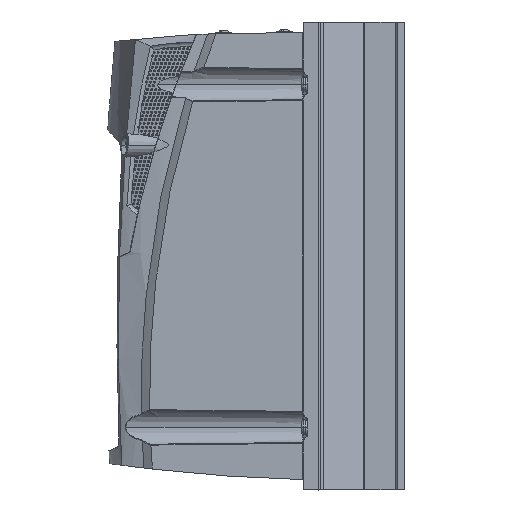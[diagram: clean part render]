
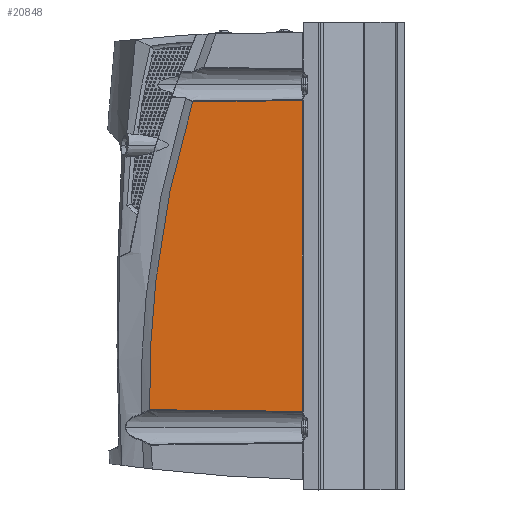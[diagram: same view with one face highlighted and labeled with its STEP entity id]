
A CAD part, left-side view. The second image highlights one B-rep face of the part: STEP entity #20848.
In plain terms, the highlighted planar face has unit normal (-1, 0.017, 0).
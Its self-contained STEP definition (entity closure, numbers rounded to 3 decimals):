
#1557 = CARTESIAN_POINT ( 'NONE',  ( -69.477, 103.607, 76.465 ) ) ;
#4692 = EDGE_CURVE ( 'NONE', #43672, #86927, #23995, .T. ) ;
#5466 = CARTESIAN_POINT ( 'NONE',  ( -69.079, 126.47, -63.291 ) ) ;
#6411 = CARTESIAN_POINT ( 'NONE',  ( -69.172, 121.101, 4.133 ) ) ;
#7173 = VERTEX_POINT ( 'NONE', #32519 ) ;
#7538 = B_SPLINE_CURVE_WITH_KNOTS ( 'NONE', 3,
 ( #63705, #27711, #26759, #64658 ),
 .UNSPECIFIED., .F., .F.,
 ( 4, 4 ),
 ( 0., 0. ),
 .UNSPECIFIED. ) ;
#12606 = CARTESIAN_POINT ( 'NONE',  ( -69.454, 104.913, 76.451 ) ) ;
#12671 = CARTESIAN_POINT ( 'NONE',  ( -69.454, 104.913, 76.451 ) ) ;
#13613 = CARTESIAN_POINT ( 'NONE',  ( -69.332, 111.927, 51.623 ) ) ;
#14278 = CARTESIAN_POINT ( 'NONE',  ( -69.083, 126.248, -76.218 ) ) ;
#15497 = CARTESIAN_POINT ( 'NONE',  ( -70.116, 66.996, 76.881 ) ) ;
#16917 = CARTESIAN_POINT ( 'NONE',  ( -70.212, 61.493, 76.945 ) ) ;
#20837 = CARTESIAN_POINT ( 'NONE',  ( -69.198, 119.606, 13.693 ) ) ;
#20848 = ADVANCED_FACE ( 'NONE', ( #83355 ), #38306, .T. ) ;
#23995 = B_SPLINE_CURVE_WITH_KNOTS ( 'NONE', 3,
 ( #12671, #63112, #13613, #70763, #63593, #20837, #28540, #6411, #27117, #42466, #79402, #57807, #86557, #92333, #77983, #5466, #64067 ),
 .UNSPECIFIED., .F., .F.,
 ( 4, 2, 1, 2, 2, 1, 1, 2, 2, 4 ),
 ( 0., 0.25, 0.375, 0.437, 0.5, 0.625, 0.687, 0.719, 0.75, 1. ),
 .UNSPECIFIED. ) ;
#25416 = VERTEX_POINT ( 'NONE', #30255 ) ;
#25872 = ORIENTED_EDGE ( 'NONE', *, *, #73652, .T. ) ;
#25925 = CARTESIAN_POINT ( 'NONE',  ( -69.5, 102.3, 76.48 ) ) ;
#26381 = ORIENTED_EDGE ( 'NONE', *, *, #4692, .T. ) ;
#26759 = CARTESIAN_POINT ( 'NONE',  ( -69.082, 126.249, -76.207 ) ) ;
#26767 = EDGE_CURVE ( 'NONE', #7173, #25416, #93958, .T. ) ;
#27117 = CARTESIAN_POINT ( 'NONE',  ( -69.149, 122.44, -5.449 ) ) ;
#27711 = CARTESIAN_POINT ( 'NONE',  ( -69.082, 126.25, -76.195 ) ) ;
#28540 = CARTESIAN_POINT ( 'NONE',  ( -69.181, 120.623, 7.324 ) ) ;
#29325 = EDGE_LOOP ( 'NONE', ( #26381, #29394, #94505, #73028, #25872 ) ) ;
#29394 = ORIENTED_EDGE ( 'NONE', *, *, #93101, .T. ) ;
#30255 = CARTESIAN_POINT ( 'NONE',  ( -70.403, 50.488, 77.075 ) ) ;
#32519 = CARTESIAN_POINT ( 'NONE',  ( -70.403, 50.488, -77.075 ) ) ;
#36453 = EDGE_CURVE ( 'NONE', #94425, #7173, #56559, .T. ) ;
#37360 = DIRECTION ( 'NONE',  ( -1., 0.017, 0. ) ) ;
#38306 = PLANE ( 'NONE',  #61285 ) ;
#42466 = CARTESIAN_POINT ( 'NONE',  ( -69.129, 123.591, -15.05 ) ) ;
#43672 = VERTEX_POINT ( 'NONE', #12606 ) ;
#45951 = DIRECTION ( 'NONE',  ( 0.017, 1., 0. ) ) ;
#46218 = CARTESIAN_POINT ( 'NONE',  ( -69.454, 104.913, 76.451 ) ) ;
#48399 = CARTESIAN_POINT ( 'NONE',  ( -69.523, 100.995, -76.49 ) ) ;
#49395 = CARTESIAN_POINT ( 'NONE',  ( -70.403, 50.488, -116. ) ) ;
#52696 = CARTESIAN_POINT ( 'NONE',  ( -70.501, 44.91, -116. ) ) ;
#53419 = CARTESIAN_POINT ( 'NONE',  ( -70.403, 50.488, 77.075 ) ) ;
#55147 = CARTESIAN_POINT ( 'NONE',  ( -69.963, 75.741, -76.774 ) ) ;
#56065 = CARTESIAN_POINT ( 'NONE',  ( -69.082, 126.251, -76.183 ) ) ;
#56559 = B_SPLINE_CURVE_WITH_KNOTS ( 'NONE', 3,
 ( #91534, #48399, #55147, #76240 ),
 .UNSPECIFIED., .F., .F.,
 ( 4, 4 ),
 ( 0., 0.076 ),
 .UNSPECIFIED. ) ;
#57807 = CARTESIAN_POINT ( 'NONE',  ( -69.105, 124.971, -31.107 ) ) ;
#61285 = AXIS2_PLACEMENT_3D ( 'NONE', #52696, #37360, #45951 ) ;
#63112 = CARTESIAN_POINT ( 'NONE',  ( -69.389, 108.664, 64.1 ) ) ;
#63593 = CARTESIAN_POINT ( 'NONE',  ( -69.227, 117.988, 23.229 ) ) ;
#63705 = CARTESIAN_POINT ( 'NONE',  ( -69.082, 126.251, -76.183 ) ) ;
#64067 = CARTESIAN_POINT ( 'NONE',  ( -69.082, 126.251, -76.183 ) ) ;
#64658 = CARTESIAN_POINT ( 'NONE',  ( -69.083, 126.248, -76.218 ) ) ;
#67356 = CARTESIAN_POINT ( 'NONE',  ( -69.72, 89.661, 76.62 ) ) ;
#70035 = CARTESIAN_POINT ( 'NONE',  ( -69.523, 100.993, 76.494 ) ) ;
#70763 = CARTESIAN_POINT ( 'NONE',  ( -69.26, 116.091, 32.716 ) ) ;
#71123 = B_SPLINE_CURVE_WITH_KNOTS ( 'NONE', 3,
 ( #53419, #82686, #16917, #15497, #74519, #67356, #70035, #25925, #1557, #46218 ),
 .UNSPECIFIED., .F., .F.,
 ( 4, 3, 3, 4 ),
 ( 0., 0.017, 0.051, 0.055 ),
 .UNSPECIFIED. ) ;
#72636 = VECTOR ( 'NONE', #80090, 1000. ) ;
#73028 = ORIENTED_EDGE ( 'NONE', *, *, #26767, .T. ) ;
#73652 = EDGE_CURVE ( 'NONE', #25416, #43672, #71123, .T. ) ;
#74519 = CARTESIAN_POINT ( 'NONE',  ( -69.918, 78.328, 76.749 ) ) ;
#76240 = CARTESIAN_POINT ( 'NONE',  ( -70.403, 50.488, -77.075 ) ) ;
#77983 = CARTESIAN_POINT ( 'NONE',  ( -69.084, 126.187, -50.41 ) ) ;
#79402 = CARTESIAN_POINT ( 'NONE',  ( -69.111, 124.606, -26.285 ) ) ;
#80090 = DIRECTION ( 'NONE',  ( 0., 0., 1. ) ) ;
#82686 = CARTESIAN_POINT ( 'NONE',  ( -70.307, 55.991, 77.009 ) ) ;
#83355 = FACE_OUTER_BOUND ( 'NONE', #29325, .T. ) ;
#86557 = CARTESIAN_POINT ( 'NONE',  ( -69.101, 125.198, -34.323 ) ) ;
#86927 = VERTEX_POINT ( 'NONE', #56065 ) ;
#91534 = CARTESIAN_POINT ( 'NONE',  ( -69.083, 126.248, -76.218 ) ) ;
#92333 = CARTESIAN_POINT ( 'NONE',  ( -69.099, 125.304, -35.933 ) ) ;
#93101 = EDGE_CURVE ( 'NONE', #86927, #94425, #7538, .T. ) ;
#93958 = LINE ( 'NONE', #49395, #72636 ) ;
#94425 = VERTEX_POINT ( 'NONE', #14278 ) ;
#94505 = ORIENTED_EDGE ( 'NONE', *, *, #36453, .T. ) ;
